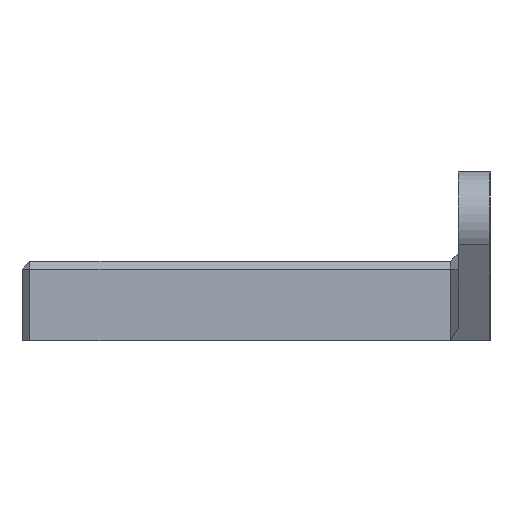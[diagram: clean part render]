
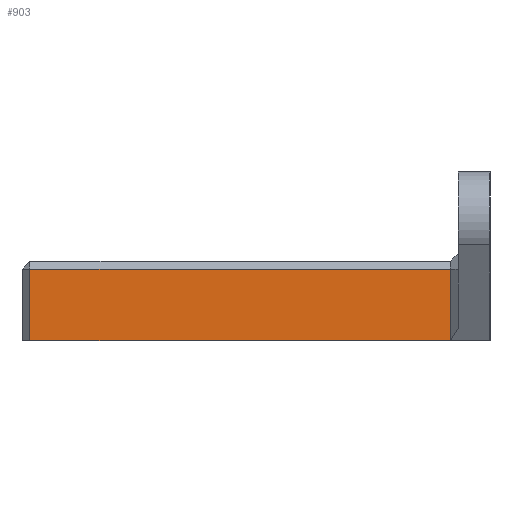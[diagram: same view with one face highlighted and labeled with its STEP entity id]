
A CAD part, left-side view. The second image highlights one B-rep face of the part: STEP entity #903.
In plain terms, the highlighted planar face has unit normal (-1, 0, 0).
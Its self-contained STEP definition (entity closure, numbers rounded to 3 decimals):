
#41 = ORIENTED_EDGE ( 'NONE', *, *, #1210, .T. ) ;
#68 = EDGE_CURVE ( 'NONE', #222, #643, #591, .T. ) ;
#170 = DIRECTION ( 'NONE',  ( 0., 0., 1. ) ) ;
#209 = CARTESIAN_POINT ( 'NONE',  ( 0., 58., 10. ) ) ;
#212 = CARTESIAN_POINT ( 'NONE',  ( 0., 5., 9. ) ) ;
#222 = VERTEX_POINT ( 'NONE', #1100 ) ;
#285 = PLANE ( 'NONE',  #656 ) ;
#300 = DIRECTION ( 'NONE',  ( 0., 0., -1. ) ) ;
#321 = DIRECTION ( 'NONE',  ( 0., 1., 0. ) ) ;
#348 = ORIENTED_EDGE ( 'NONE', *, *, #1352, .T. ) ;
#531 = CARTESIAN_POINT ( 'NONE',  ( 0., 0., 10. ) ) ;
#551 = CARTESIAN_POINT ( 'NONE',  ( 0., 0., 9. ) ) ;
#591 = LINE ( 'NONE', #1276, #1128 ) ;
#643 = VERTEX_POINT ( 'NONE', #914 ) ;
#644 = ORIENTED_EDGE ( 'NONE', *, *, #1339, .T. ) ;
#656 = AXIS2_PLACEMENT_3D ( 'NONE', #531, #1309, #300 ) ;
#665 = DIRECTION ( 'NONE',  ( 0., 0., -1. ) ) ;
#698 = CARTESIAN_POINT ( 'NONE',  ( 0., 5., 10. ) ) ;
#705 = DIRECTION ( 'NONE',  ( 0., -1., 0. ) ) ;
#713 = VECTOR ( 'NONE', #321, 1000. ) ;
#776 = VECTOR ( 'NONE', #170, 1000. ) ;
#777 = LINE ( 'NONE', #209, #1334 ) ;
#863 = FACE_OUTER_BOUND ( 'NONE', #1157, .T. ) ;
#903 = ADVANCED_FACE ( 'NONE', ( #863 ), #285, .F. ) ;
#914 = CARTESIAN_POINT ( 'NONE',  ( 0., 5., 0. ) ) ;
#923 = LINE ( 'NONE', #698, #776 ) ;
#972 = ORIENTED_EDGE ( 'NONE', *, *, #68, .T. ) ;
#1066 = VERTEX_POINT ( 'NONE', #212 ) ;
#1099 = LINE ( 'NONE', #551, #713 ) ;
#1100 = CARTESIAN_POINT ( 'NONE',  ( 0., 58., 0. ) ) ;
#1128 = VECTOR ( 'NONE', #705, 1000. ) ;
#1157 = EDGE_LOOP ( 'NONE', ( #972, #41, #644, #348 ) ) ;
#1210 = EDGE_CURVE ( 'NONE', #643, #1066, #923, .T. ) ;
#1276 = CARTESIAN_POINT ( 'NONE',  ( 0., 0., 0. ) ) ;
#1309 = DIRECTION ( 'NONE',  ( 1., 0., 0. ) ) ;
#1334 = VECTOR ( 'NONE', #665, 1000. ) ;
#1336 = CARTESIAN_POINT ( 'NONE',  ( 0., 58., 9. ) ) ;
#1339 = EDGE_CURVE ( 'NONE', #1066, #1410, #1099, .T. ) ;
#1352 = EDGE_CURVE ( 'NONE', #1410, #222, #777, .T. ) ;
#1410 = VERTEX_POINT ( 'NONE', #1336 ) ;
